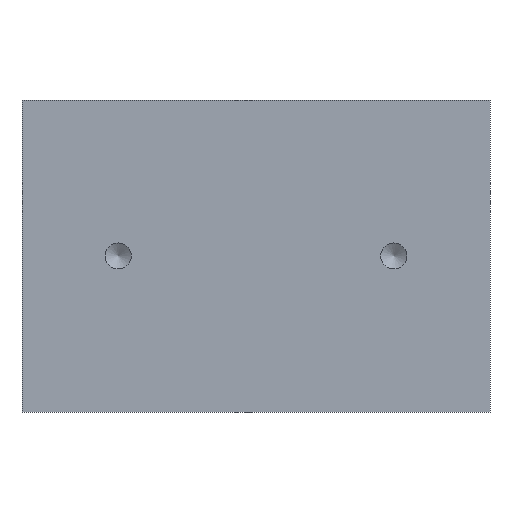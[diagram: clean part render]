
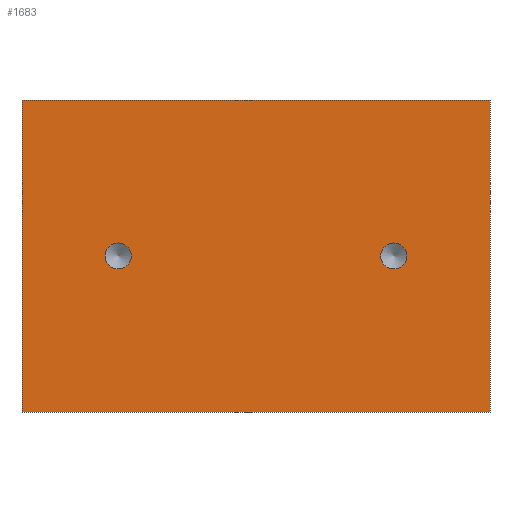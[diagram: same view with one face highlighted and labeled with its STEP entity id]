
A CAD part, front view. The second image highlights one B-rep face of the part: STEP entity #1683.
In plain terms, the highlighted planar face has unit normal (0, -1, 0).
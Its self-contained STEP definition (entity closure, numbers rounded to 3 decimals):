
#44=CIRCLE('',#1761,2.5);
#45=CIRCLE('',#1762,2.5);
#136=ORIENTED_EDGE('',*,*,#461,.T.);
#137=ORIENTED_EDGE('',*,*,#462,.T.);
#138=ORIENTED_EDGE('',*,*,#463,.F.);
#139=ORIENTED_EDGE('',*,*,#460,.F.);
#140=ORIENTED_EDGE('',*,*,#419,.T.);
#141=ORIENTED_EDGE('',*,*,#453,.T.);
#419=EDGE_CURVE('',#585,#583,#702,.T.);
#453=EDGE_CURVE('',#583,#617,#727,.F.);
#460=EDGE_CURVE('',#585,#622,#732,.F.);
#461=EDGE_CURVE('',#623,#623,#44,.T.);
#462=EDGE_CURVE('',#624,#624,#45,.T.);
#463=EDGE_CURVE('',#622,#617,#733,.T.);
#583=VERTEX_POINT('',#2136);
#585=VERTEX_POINT('',#2139);
#617=VERTEX_POINT('',#2331);
#622=VERTEX_POINT('',#2345);
#623=VERTEX_POINT('',#2349);
#624=VERTEX_POINT('',#2351);
#702=LINE('',#2138,#839);
#727=LINE('',#2333,#864);
#732=LINE('',#2346,#869);
#733=LINE('',#2352,#870);
#839=VECTOR('',#1845,1000.);
#864=VECTOR('',#1872,1000.);
#869=VECTOR('',#1885,1000.);
#870=VECTOR('',#1892,1000.);
#969=EDGE_LOOP('',(#136));
#970=EDGE_LOOP('',(#137));
#971=EDGE_LOOP('',(#138,#139,#140,#141));
#1056=FACE_BOUND('',#969,.T.);
#1057=FACE_BOUND('',#970,.T.);
#1058=FACE_BOUND('',#971,.T.);
#1139=PLANE('',#1760);
#1683=ADVANCED_FACE('',(#1056,#1057,#1058),#1139,.T.);
#1760=AXIS2_PLACEMENT_3D('',#2347,#1886,#1887);
#1761=AXIS2_PLACEMENT_3D('',#2348,#1888,#1889);
#1762=AXIS2_PLACEMENT_3D('',#2350,#1890,#1891);
#1845=DIRECTION('',(-1.,0.,0.));
#1872=DIRECTION('',(0.,0.,1.));
#1885=DIRECTION('',(0.,0.,1.));
#1886=DIRECTION('',(0.,-1.,0.));
#1887=DIRECTION('',(1.,0.,0.));
#1888=DIRECTION('',(0.,1.,0.));
#1889=DIRECTION('',(1.,0.,0.));
#1890=DIRECTION('',(0.,1.,0.));
#1891=DIRECTION('',(1.,0.,0.));
#1892=DIRECTION('',(-1.,0.,0.));
#2136=CARTESIAN_POINT('',(-45.,-1.5,30.));
#2138=CARTESIAN_POINT('',(35.,-1.5,30.));
#2139=CARTESIAN_POINT('',(45.,-1.5,30.));
#2331=CARTESIAN_POINT('',(-45.,-1.5,-30.));
#2333=CARTESIAN_POINT('',(-45.,-1.5,20.));
#2345=CARTESIAN_POINT('',(45.,-1.5,-30.));
#2346=CARTESIAN_POINT('',(45.,-1.5,20.));
#2347=CARTESIAN_POINT('',(35.,-1.5,20.));
#2348=CARTESIAN_POINT('',(26.5,-1.5,0.));
#2349=CARTESIAN_POINT('',(29.,-1.5,0.));
#2350=CARTESIAN_POINT('',(-26.5,-1.5,0.));
#2351=CARTESIAN_POINT('',(-24.,-1.5,0.));
#2352=CARTESIAN_POINT('',(35.,-1.5,-30.));
